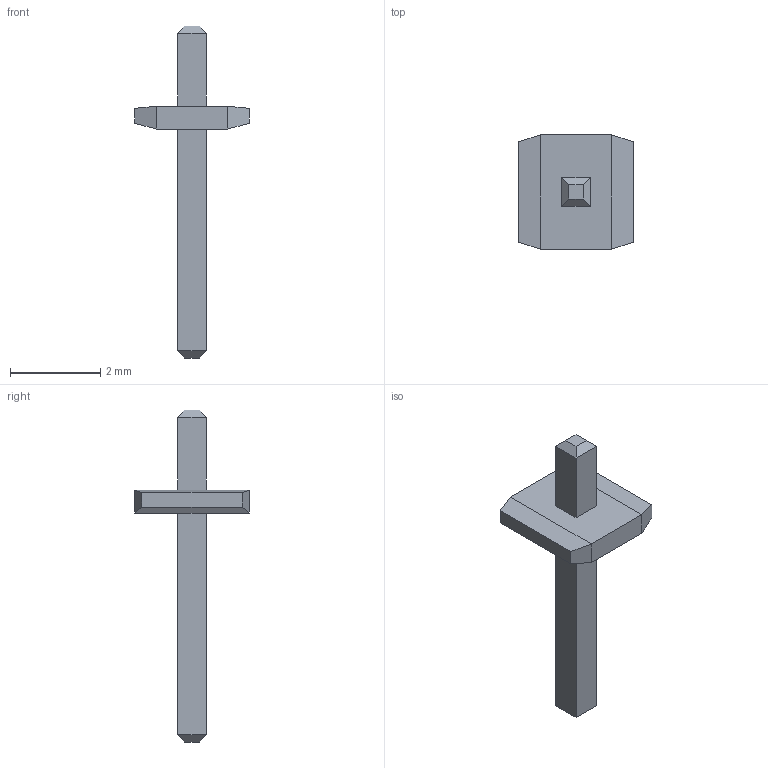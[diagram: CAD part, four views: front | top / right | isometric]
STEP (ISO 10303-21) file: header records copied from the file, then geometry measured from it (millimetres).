
FILE_DESCRIPTION(('STEP AP214'),'1');
FILE_NAME('87224-1_TYC','2025-06-13T07:51:13',(''),(''),'','','');
FILE_SCHEMA(('AUTOMOTIVE_DESIGN'));
Length unit declared in the file: millimetre
Products named in the file (1): product
Bounding box: 2.54 x 2.54 x 7.37 mm (x, y, z)
Volume: 5.7 mm3; surface area: 35.1 mm2
Topology: 3 solids, 3 shells, 34 faces, 68 edges, 40 vertices
Faces by surface type: plane 34
Entity records: 974 total; most frequent: DIRECTION 138, ORIENTED_EDGE 136, CARTESIAN_POINT 75, EDGE_CURVE 68, LINE 68, VECTOR 68, VERTEX_POINT 40, AXIS2_PLACEMENT_3D 35
